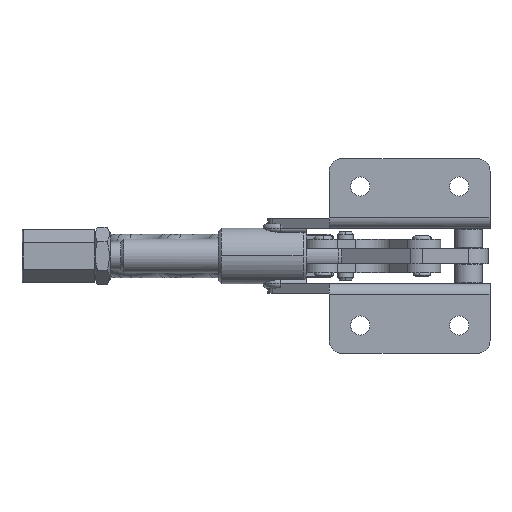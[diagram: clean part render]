
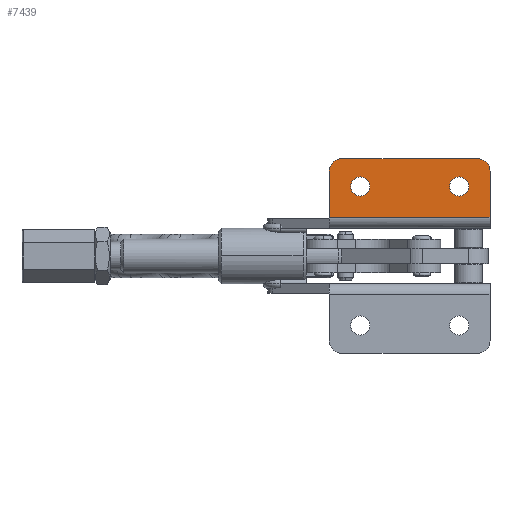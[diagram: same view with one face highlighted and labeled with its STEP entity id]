
A CAD part, front view. The second image highlights one B-rep face of the part: STEP entity #7439.
In plain terms, the highlighted planar face has unit normal (0, -1, 0).
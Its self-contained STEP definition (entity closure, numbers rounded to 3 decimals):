
#594 = DIRECTION ( 'NONE',  ( 0., 0., 1. ) ) ;
#595 = CARTESIAN_POINT ( 'NONE',  ( 52., -3., 18.5 ) ) ;
#1226 = DIRECTION ( 'NONE',  ( 0., 0., 1. ) ) ;
#1227 = DIRECTION ( 'NONE',  ( 0., -1., 0. ) ) ;
#1228 = CARTESIAN_POINT ( 'NONE',  ( 4., -3., 18.5 ) ) ;
#1231 = DIRECTION ( 'NONE',  ( 0., 0., -1. ) ) ;
#1232 = DIRECTION ( 'NONE',  ( 0., -1., 0. ) ) ;
#1233 = CARTESIAN_POINT ( 'NONE',  ( 42., -3., 13.5 ) ) ;
#1274 = DIRECTION ( 'NONE',  ( 0., 0., -1. ) ) ;
#1287 = CARTESIAN_POINT ( 'NONE',  ( 0., -3., 3. ) ) ;
#1654 = EDGE_CURVE ( 'NONE', #4112, #4265, #16268, .T. ) ;
#1670 = EDGE_CURVE ( 'NONE', #4078, #4114, #16299, .T. ) ;
#1727 = EDGE_CURVE ( 'NONE', #4054, #4114, #16414, .T. ) ;
#1739 = EDGE_CURVE ( 'NONE', #5578, #5355, #16444, .T. ) ;
#1740 = EDGE_CURVE ( 'NONE', #4265, #4054, #16445, .T. ) ;
#1762 = EDGE_CURVE ( 'NONE', #4078, #4138, #16487, .T. ) ;
#1771 = EDGE_CURVE ( 'NONE', #4138, #4112, #16497, .T. ) ;
#1780 = EDGE_CURVE ( 'NONE', #5410, #5759, #16522, .T. ) ;
#1897 = EDGE_CURVE ( 'NONE', #5759, #5410, #16723, .T. ) ;
#3230 = DIRECTION ( 'NONE',  ( -1., 0., 0. ) ) ;
#3232 = CARTESIAN_POINT ( 'NONE',  ( 4., -3., 3.5 ) ) ;
#3301 = DIRECTION ( 'NONE',  ( -1., 0., 0. ) ) ;
#3309 = CARTESIAN_POINT ( 'NONE',  ( 4., -3., 22.5 ) ) ;
#4054 = VERTEX_POINT ( 'NONE', #18518 ) ;
#4078 = VERTEX_POINT ( 'NONE', #18542 ) ;
#4112 = VERTEX_POINT ( 'NONE', #18576 ) ;
#4114 = VERTEX_POINT ( 'NONE', #18578 ) ;
#4138 = VERTEX_POINT ( 'NONE', #18602 ) ;
#4265 = VERTEX_POINT ( 'NONE', #18722 ) ;
#5355 = VERTEX_POINT ( 'NONE', #18826 ) ;
#5410 = VERTEX_POINT ( 'NONE', #18851 ) ;
#5578 = VERTEX_POINT ( 'NONE', #18907 ) ;
#5759 = VERTEX_POINT ( 'NONE', #18968 ) ;
#6409 = DIRECTION ( 'NONE',  ( 0., -1., 0. ) ) ;
#6516 = CARTESIAN_POINT ( 'NONE',  ( 48., -3., 18.5 ) ) ;
#6576 = DIRECTION ( 'NONE',  ( 0., -1., 0. ) ) ;
#6587 = DIRECTION ( 'NONE',  ( 0., 0., -1. ) ) ;
#6724 = DIRECTION ( 'NONE',  ( 0., 0., 1. ) ) ;
#6730 = CARTESIAN_POINT ( 'NONE',  ( 10., -3., 13.5 ) ) ;
#7439 = ADVANCED_FACE ( 'NONE', ( #21039, #21040, #21041 ), #23158, .F. ) ;
#14581 = EDGE_CURVE ( 'NONE', #5355, #5578, #29531, .T. ) ;
#14657 = AXIS2_PLACEMENT_3D ( 'NONE', #1233, #1232, #1231 ) ;
#14658 = AXIS2_PLACEMENT_3D ( 'NONE', #1228, #1227, #1226 ) ;
#14659 = AXIS2_PLACEMENT_3D ( 'NONE', #6516, #6576, #6724 ) ;
#14660 = AXIS2_PLACEMENT_3D ( 'NONE', #6730, #6409, #6587 ) ;
#14713 = AXIS2_PLACEMENT_3D ( 'NONE', #17219, #17220, #17221 ) ;
#16268 = LINE ( 'NONE', #3309, #16275 ) ;
#16275 = VECTOR ( 'NONE', #3301, 1000. ) ;
#16295 = VECTOR ( 'NONE', #3230, 1000. ) ;
#16299 = LINE ( 'NONE', #3232, #16295 ) ;
#16414 = LINE ( 'NONE', #1287, #16419 ) ;
#16419 = VECTOR ( 'NONE', #1274, 1000. ) ;
#16444 = CIRCLE ( 'NONE', #14657, 3.1 ) ;
#16445 = CIRCLE ( 'NONE', #14658, 4. ) ;
#16487 = LINE ( 'NONE', #595, #16490 ) ;
#16490 = VECTOR ( 'NONE', #594, 1000. ) ;
#16497 = CIRCLE ( 'NONE', #14659, 4. ) ;
#16522 = CIRCLE ( 'NONE', #14660, 3.1 ) ;
#16723 = CIRCLE ( 'NONE', #14713, 3.1 ) ;
#17219 = CARTESIAN_POINT ( 'NONE',  ( 10., -3., 13.5 ) ) ;
#17220 = DIRECTION ( 'NONE',  ( 0., -1., 0. ) ) ;
#17221 = DIRECTION ( 'NONE',  ( 0., 0., -1. ) ) ;
#18518 = CARTESIAN_POINT ( 'NONE',  ( 0., -3., 18.5 ) ) ;
#18542 = CARTESIAN_POINT ( 'NONE',  ( 52., -3., 3.5 ) ) ;
#18576 = CARTESIAN_POINT ( 'NONE',  ( 48., -3., 22.5 ) ) ;
#18578 = CARTESIAN_POINT ( 'NONE',  ( 0., -3., 3.5 ) ) ;
#18602 = CARTESIAN_POINT ( 'NONE',  ( 52., -3., 18.5 ) ) ;
#18722 = CARTESIAN_POINT ( 'NONE',  ( 4., -3., 22.5 ) ) ;
#18826 = CARTESIAN_POINT ( 'NONE',  ( 42., -3., 16.6 ) ) ;
#18851 = CARTESIAN_POINT ( 'NONE',  ( 10., -3., 10.4 ) ) ;
#18907 = CARTESIAN_POINT ( 'NONE',  ( 42., -3., 10.4 ) ) ;
#18968 = CARTESIAN_POINT ( 'NONE',  ( 10., -3., 16.6 ) ) ;
#21039 = FACE_BOUND ( 'NONE', #30845, .T. ) ;
#21040 = FACE_BOUND ( 'NONE', #30792, .T. ) ;
#21041 = FACE_OUTER_BOUND ( 'NONE', #30914, .T. ) ;
#21890 = AXIS2_PLACEMENT_3D ( 'NONE', #23157, #23119, #23160 ) ;
#22220 = AXIS2_PLACEMENT_3D ( 'NONE', #36609, #36610, #36611 ) ;
#23119 = DIRECTION ( 'NONE',  ( 0., 1., 0. ) ) ;
#23157 = CARTESIAN_POINT ( 'NONE',  ( 4., -3., 18.5 ) ) ;
#23158 = PLANE ( 'NONE',  #21890 ) ;
#23160 = DIRECTION ( 'NONE',  ( 0., 0., 1. ) ) ;
#29531 = CIRCLE ( 'NONE', #22220, 3.1 ) ;
#30792 = EDGE_LOOP ( 'NONE', ( #38521, #38161 ) ) ;
#30845 = EDGE_LOOP ( 'NONE', ( #38389, #38165 ) ) ;
#30914 = EDGE_LOOP ( 'NONE', ( #38155, #38519, #38107, #38549, #38249, #38229 ) ) ;
#36609 = CARTESIAN_POINT ( 'NONE',  ( 42., -3., 13.5 ) ) ;
#36610 = DIRECTION ( 'NONE',  ( 0., -1., 0. ) ) ;
#36611 = DIRECTION ( 'NONE',  ( 0., 0., -1. ) ) ;
#38107 = ORIENTED_EDGE ( 'NONE', *, *, #1771, .T. ) ;
#38155 = ORIENTED_EDGE ( 'NONE', *, *, #1670, .F. ) ;
#38161 = ORIENTED_EDGE ( 'NONE', *, *, #1780, .F. ) ;
#38165 = ORIENTED_EDGE ( 'NONE', *, *, #1739, .F. ) ;
#38229 = ORIENTED_EDGE ( 'NONE', *, *, #1727, .T. ) ;
#38249 = ORIENTED_EDGE ( 'NONE', *, *, #1740, .T. ) ;
#38389 = ORIENTED_EDGE ( 'NONE', *, *, #14581, .F. ) ;
#38519 = ORIENTED_EDGE ( 'NONE', *, *, #1762, .T. ) ;
#38521 = ORIENTED_EDGE ( 'NONE', *, *, #1897, .F. ) ;
#38549 = ORIENTED_EDGE ( 'NONE', *, *, #1654, .T. ) ;
